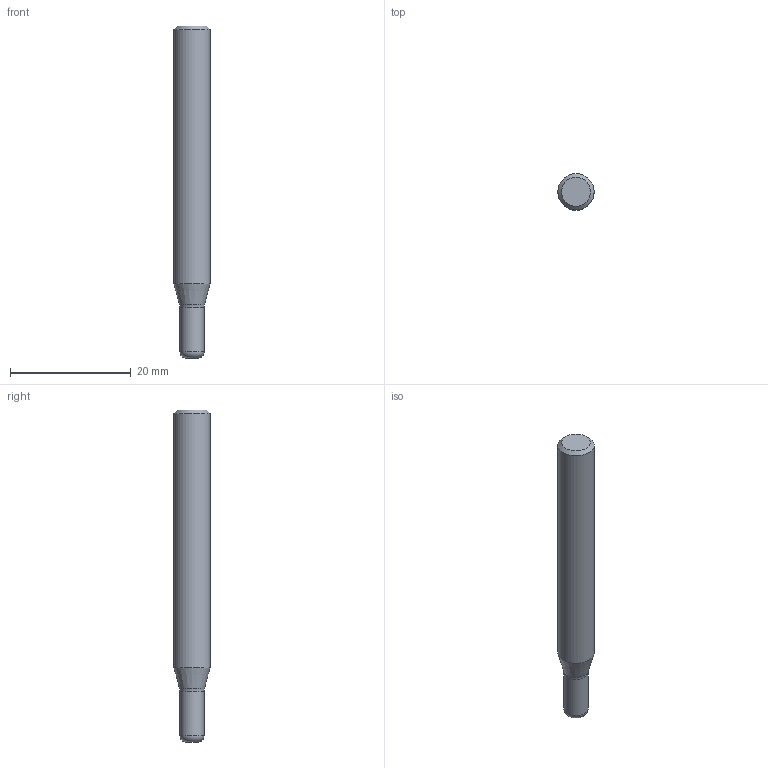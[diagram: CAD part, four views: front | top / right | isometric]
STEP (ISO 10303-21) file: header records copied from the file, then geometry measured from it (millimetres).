
FILE_DESCRIPTION (( 'STEP AP203' ), '1' );
FILE_NAME ('392824.step', '2021-12-09T12:42:23', ( '' ), ( '' ), 'SwSTEP 2.0', 'SolidWorks 2019', '' );
FILE_SCHEMA (( 'CONFIG_CONTROL_DESIGN' ));
Length unit declared in the file: millimetre
Products named in the file (1): 392824
Bounding box: 6 x 6 x 55 mm (x, y, z)
Volume: 1383.8 mm3; surface area: 1026.3 mm2
Topology: 2 solids, 2 shells, 10 faces, 15 edges, 9 vertices
Faces by surface type: plane 4, cylinder 2, cone 2, torus 2
Full cylindrical faces by diameter (mm): 4 x1, 6 x1
Entity records: 259 total; most frequent: DIRECTION 38, CARTESIAN_POINT 27, AXIS2_PLACEMENT_3D 19, EDGE_LOOP 16, ORIENTED_EDGE 16, FACE_OUTER_BOUND 14, ADVANCED_FACE 10, PERSON_AND_ORGANIZATION 8
